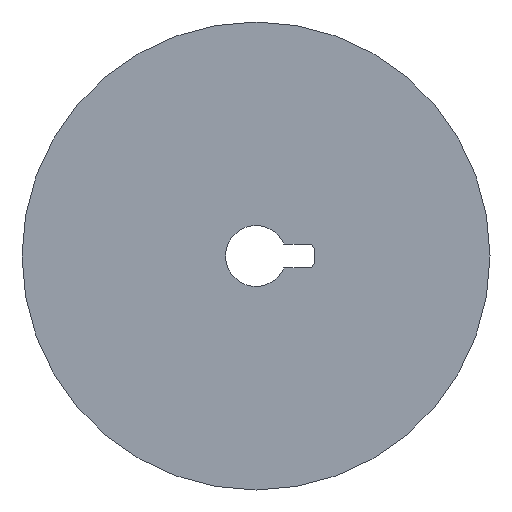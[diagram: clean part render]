
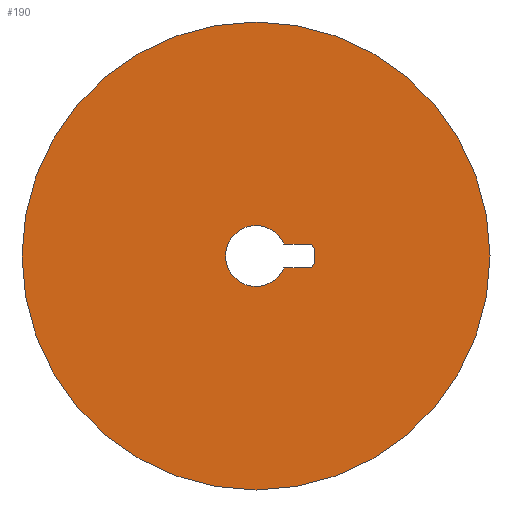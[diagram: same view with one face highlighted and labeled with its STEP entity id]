
A CAD part, front view. The second image highlights one B-rep face of the part: STEP entity #190.
In plain terms, the highlighted planar face has unit normal (0, -1, 0).
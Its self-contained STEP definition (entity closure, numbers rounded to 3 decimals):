
#17=FACE_BOUND('',#48,.T.);
#23=PLANE('',#225);
#34=FACE_OUTER_BOUND('',#47,.T.);
#47=EDGE_LOOP('',(#168));
#48=EDGE_LOOP('',(#169,#170,#171,#172,#173,#174));
#51=LINE('',#296,#65);
#55=LINE('',#308,#69);
#60=LINE('',#317,#74);
#65=VECTOR('',#238,10.);
#69=VECTOR('',#250,10.);
#74=VECTOR('',#257,10.);
#77=CIRCLE('',#206,0.55);
#79=CIRCLE('',#210,0.55);
#84=CIRCLE('',#220,2.6);
#86=CIRCLE('',#223,20.);
#87=VERTEX_POINT('',#286);
#88=VERTEX_POINT('',#287);
#91=VERTEX_POINT('',#295);
#93=VERTEX_POINT('',#301);
#95=VERTEX_POINT('',#307);
#98=VERTEX_POINT('',#315);
#102=VERTEX_POINT('',#331);
#103=EDGE_CURVE('',#87,#88,#77,.T.);
#107=EDGE_CURVE('',#91,#88,#51,.T.);
#110=EDGE_CURVE('',#91,#93,#79,.T.);
#113=EDGE_CURVE('',#95,#93,#55,.T.);
#118=EDGE_CURVE('',#87,#98,#60,.T.);
#123=EDGE_CURVE('',#95,#98,#84,.T.);
#126=EDGE_CURVE('',#102,#102,#86,.T.);
#168=ORIENTED_EDGE('',*,*,#126,.F.);
#169=ORIENTED_EDGE('',*,*,#118,.T.);
#170=ORIENTED_EDGE('',*,*,#123,.F.);
#171=ORIENTED_EDGE('',*,*,#113,.T.);
#172=ORIENTED_EDGE('',*,*,#110,.F.);
#173=ORIENTED_EDGE('',*,*,#107,.T.);
#174=ORIENTED_EDGE('',*,*,#103,.F.);
#190=ADVANCED_FACE('',(#34,#17),#23,.F.);
#206=AXIS2_PLACEMENT_3D('',#288,#230,#231);
#210=AXIS2_PLACEMENT_3D('',#302,#243,#244);
#220=AXIS2_PLACEMENT_3D('',#327,#271,#272);
#223=AXIS2_PLACEMENT_3D('',#333,#278,#279);
#225=AXIS2_PLACEMENT_3D('',#335,#282,#283);
#230=DIRECTION('center_axis',(0.,-1.,0.));
#231=DIRECTION('ref_axis',(0.707,0.,-0.707));
#238=DIRECTION('',(0.,0.,-1.));
#243=DIRECTION('center_axis',(0.,-1.,0.));
#244=DIRECTION('ref_axis',(0.707,0.,0.707));
#250=DIRECTION('',(1.,0.,0.));
#257=DIRECTION('',(-1.,0.,0.));
#271=DIRECTION('center_axis',(0.,-1.,0.));
#272=DIRECTION('ref_axis',(1.,0.,0.));
#278=DIRECTION('center_axis',(0.,1.,0.));
#279=DIRECTION('ref_axis',(1.,0.,0.));
#282=DIRECTION('center_axis',(0.,1.,0.));
#283=DIRECTION('ref_axis',(1.,0.,0.));
#286=CARTESIAN_POINT('',(4.45,0.,-1.025));
#287=CARTESIAN_POINT('',(5.,0.,-0.475));
#288=CARTESIAN_POINT('Origin',(4.45,0.,-0.475));
#295=CARTESIAN_POINT('',(5.,0.,0.475));
#296=CARTESIAN_POINT('',(5.,0.,0.512));
#301=CARTESIAN_POINT('',(4.45,0.,1.025));
#302=CARTESIAN_POINT('Origin',(4.45,0.,0.475));
#307=CARTESIAN_POINT('',(2.389,0.,1.025));
#308=CARTESIAN_POINT('',(1.195,0.,1.025));
#315=CARTESIAN_POINT('',(2.389,0.,-1.025));
#317=CARTESIAN_POINT('',(2.5,0.,-1.025));
#327=CARTESIAN_POINT('Origin',(0.,0.,0.));
#331=CARTESIAN_POINT('',(-20.,0.,0.));
#333=CARTESIAN_POINT('Origin',(0.,0.,0.));
#335=CARTESIAN_POINT('Origin',(0.,0.,0.));
